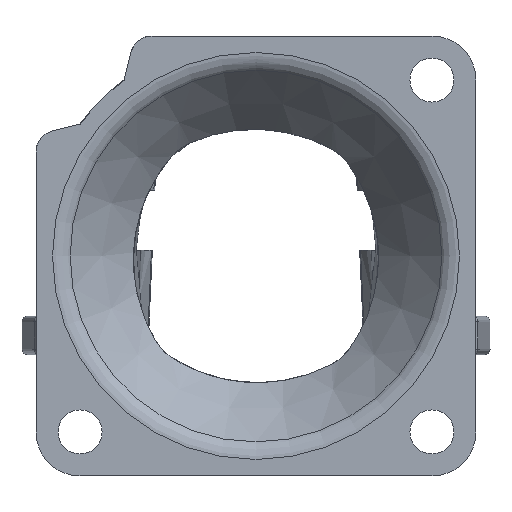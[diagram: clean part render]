
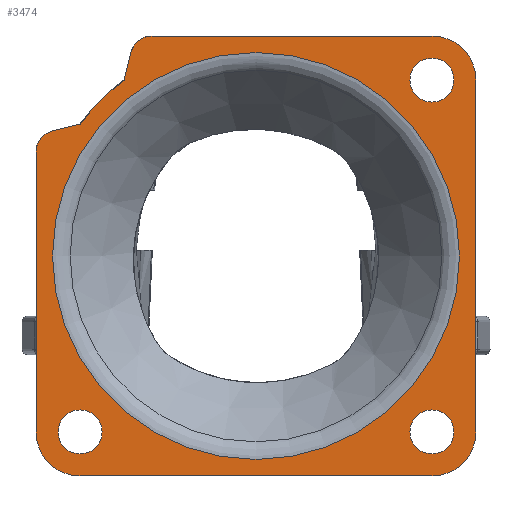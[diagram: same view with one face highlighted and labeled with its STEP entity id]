
A CAD part, front view. The second image highlights one B-rep face of the part: STEP entity #3474.
In plain terms, the highlighted planar face has unit normal (0, -1, 0).
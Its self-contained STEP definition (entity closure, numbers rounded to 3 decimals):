
#30=FACE_BOUND('',#523,.T.);
#31=FACE_BOUND('',#524,.T.);
#32=FACE_BOUND('',#525,.T.);
#33=FACE_BOUND('',#526,.T.);
#77=PLANE('',#3723);
#190=CIRCLE('',#3673,2.);
#207=CIRCLE('',#3719,2.);
#208=CIRCLE('',#3722,2.);
#209=CIRCLE('',#3724,20.);
#210=CIRCLE('',#3725,4.);
#211=CIRCLE('',#3726,4.);
#212=CIRCLE('',#3727,4.);
#213=CIRCLE('',#3728,2.);
#214=CIRCLE('',#3729,2.);
#215=CIRCLE('',#3730,18.5);
#318=FACE_OUTER_BOUND('',#522,.T.);
#522=EDGE_LOOP('',(#2534,#2535,#2536,#2537,#2538,#2539,#2540,#2541,#2542,
#2543,#2544,#2545));
#523=EDGE_LOOP('',(#2546));
#524=EDGE_LOOP('',(#2547));
#525=EDGE_LOOP('',(#2548));
#526=EDGE_LOOP('',(#2549));
#1007=LINE('',#6246,#1211);
#1010=LINE('',#6256,#1214);
#1011=LINE('',#6258,#1215);
#1012=LINE('',#6262,#1216);
#1013=LINE('',#6266,#1217);
#1014=LINE('',#6269,#1218);
#1211=VECTOR('',#4143,10.);
#1214=VECTOR('',#4154,10.);
#1215=VECTOR('',#4155,10.);
#1216=VECTOR('',#4158,10.);
#1217=VECTOR('',#4161,10.);
#1218=VECTOR('',#4164,10.);
#1400=VERTEX_POINT('',#5142);
#1473=VERTEX_POINT('',#6238);
#1474=VERTEX_POINT('',#6240);
#1475=VERTEX_POINT('',#6244);
#1476=VERTEX_POINT('',#6248);
#1477=VERTEX_POINT('',#6249);
#1478=VERTEX_POINT('',#6254);
#1479=VERTEX_POINT('',#6257);
#1480=VERTEX_POINT('',#6259);
#1481=VERTEX_POINT('',#6261);
#1482=VERTEX_POINT('',#6263);
#1483=VERTEX_POINT('',#6265);
#1484=VERTEX_POINT('',#6267);
#1485=VERTEX_POINT('',#6270);
#1486=VERTEX_POINT('',#6272);
#1487=VERTEX_POINT('',#6274);
#1777=EDGE_CURVE('',#1400,#1400,#190,.T.);
#1875=EDGE_CURVE('',#1473,#1474,#207,.T.);
#1878=EDGE_CURVE('',#1475,#1473,#1007,.T.);
#1879=EDGE_CURVE('',#1476,#1477,#208,.T.);
#1882=EDGE_CURVE('',#1475,#1478,#209,.T.);
#1883=EDGE_CURVE('',#1477,#1478,#1010,.T.);
#1884=EDGE_CURVE('',#1476,#1479,#1011,.T.);
#1885=EDGE_CURVE('',#1480,#1479,#210,.T.);
#1886=EDGE_CURVE('',#1480,#1481,#1012,.T.);
#1887=EDGE_CURVE('',#1482,#1481,#211,.T.);
#1888=EDGE_CURVE('',#1482,#1483,#1013,.T.);
#1889=EDGE_CURVE('',#1484,#1483,#212,.T.);
#1890=EDGE_CURVE('',#1484,#1474,#1014,.T.);
#1891=EDGE_CURVE('',#1485,#1485,#213,.T.);
#1892=EDGE_CURVE('',#1486,#1486,#214,.T.);
#1893=EDGE_CURVE('',#1487,#1487,#215,.T.);
#2534=ORIENTED_EDGE('',*,*,#1875,.F.);
#2535=ORIENTED_EDGE('',*,*,#1878,.F.);
#2536=ORIENTED_EDGE('',*,*,#1882,.T.);
#2537=ORIENTED_EDGE('',*,*,#1883,.F.);
#2538=ORIENTED_EDGE('',*,*,#1879,.F.);
#2539=ORIENTED_EDGE('',*,*,#1884,.T.);
#2540=ORIENTED_EDGE('',*,*,#1885,.F.);
#2541=ORIENTED_EDGE('',*,*,#1886,.T.);
#2542=ORIENTED_EDGE('',*,*,#1887,.F.);
#2543=ORIENTED_EDGE('',*,*,#1888,.T.);
#2544=ORIENTED_EDGE('',*,*,#1889,.F.);
#2545=ORIENTED_EDGE('',*,*,#1890,.T.);
#2546=ORIENTED_EDGE('',*,*,#1891,.T.);
#2547=ORIENTED_EDGE('',*,*,#1777,.T.);
#2548=ORIENTED_EDGE('',*,*,#1892,.T.);
#2549=ORIENTED_EDGE('',*,*,#1893,.F.);
#3474=ADVANCED_FACE('',(#318,#30,#31,#32,#33),#77,.F.);
#3673=AXIS2_PLACEMENT_3D('',#5143,#4012,#4013);
#3719=AXIS2_PLACEMENT_3D('',#6241,#4137,#4138);
#3722=AXIS2_PLACEMENT_3D('',#6250,#4146,#4147);
#3723=AXIS2_PLACEMENT_3D('',#6253,#4150,#4151);
#3724=AXIS2_PLACEMENT_3D('',#6255,#4152,#4153);
#3725=AXIS2_PLACEMENT_3D('',#6260,#4156,#4157);
#3726=AXIS2_PLACEMENT_3D('',#6264,#4159,#4160);
#3727=AXIS2_PLACEMENT_3D('',#6268,#4162,#4163);
#3728=AXIS2_PLACEMENT_3D('',#6271,#4165,#4166);
#3729=AXIS2_PLACEMENT_3D('',#6273,#4167,#4168);
#3730=AXIS2_PLACEMENT_3D('',#6275,#4169,#4170);
#4012=DIRECTION('center_axis',(0.,1.,0.));
#4013=DIRECTION('ref_axis',(-1.,0.,0.));
#4137=DIRECTION('center_axis',(0.,1.,0.));
#4138=DIRECTION('ref_axis',(-0.615,0.,0.788));
#4143=DIRECTION('',(0.243,0.,0.97));
#4146=DIRECTION('center_axis',(0.,1.,0.));
#4147=DIRECTION('ref_axis',(-0.788,0.,0.615));
#4150=DIRECTION('center_axis',(0.,1.,0.));
#4151=DIRECTION('ref_axis',(-1.,0.,0.));
#4152=DIRECTION('center_axis',(0.,-1.,0.));
#4153=DIRECTION('ref_axis',(1.,0.,0.));
#4154=DIRECTION('',(0.97,0.,0.243));
#4155=DIRECTION('',(0.,0.,-1.));
#4156=DIRECTION('center_axis',(0.,1.,0.));
#4157=DIRECTION('ref_axis',(-0.707,0.,-0.707));
#4158=DIRECTION('',(1.,0.,0.));
#4159=DIRECTION('center_axis',(0.,1.,0.));
#4160=DIRECTION('ref_axis',(0.707,0.,-0.707));
#4161=DIRECTION('',(0.,0.,1.));
#4162=DIRECTION('center_axis',(0.,1.,0.));
#4163=DIRECTION('ref_axis',(0.707,0.,0.707));
#4164=DIRECTION('',(-1.,0.,0.));
#4165=DIRECTION('center_axis',(0.,1.,0.));
#4166=DIRECTION('ref_axis',(-1.,0.,0.));
#4167=DIRECTION('center_axis',(0.,1.,0.));
#4168=DIRECTION('ref_axis',(-1.,0.,0.));
#4169=DIRECTION('center_axis',(0.,-1.,0.));
#4170=DIRECTION('ref_axis',(-1.,0.,0.));
#5142=CARTESIAN_POINT('',(-13.405,-36.289,-53.745));
#5143=CARTESIAN_POINT('Origin',(-15.405,-36.289,-53.745));
#6238=CARTESIAN_POINT('',(-10.784,-36.289,-19.26));
#6240=CARTESIAN_POINT('',(-8.844,-36.289,-17.745));
#6241=CARTESIAN_POINT('Origin',(-8.844,-36.289,-19.745));
#6244=CARTESIAN_POINT('',(-11.405,-36.289,-21.745));
#6246=CARTESIAN_POINT('',(-12.685,-36.289,-26.863));
#6248=CARTESIAN_POINT('',(-19.405,-36.289,-28.307));
#6249=CARTESIAN_POINT('',(-17.89,-36.289,-26.366));
#6250=CARTESIAN_POINT('Origin',(-17.405,-36.289,-28.307));
#6253=CARTESIAN_POINT('Origin',(0.595,-36.289,-37.745));
#6254=CARTESIAN_POINT('',(-15.405,-36.289,-25.745));
#6255=CARTESIAN_POINT('Origin',(0.595,-36.289,-37.745));
#6256=CARTESIAN_POINT('',(-10.288,-36.289,-24.466));
#6257=CARTESIAN_POINT('',(-19.405,-36.289,-53.745));
#6258=CARTESIAN_POINT('',(-19.405,-36.289,-31.495));
#6259=CARTESIAN_POINT('',(-15.405,-36.289,-57.745));
#6260=CARTESIAN_POINT('Origin',(-15.405,-36.289,-53.745));
#6261=CARTESIAN_POINT('',(16.595,-36.289,-57.745));
#6262=CARTESIAN_POINT('',(-5.655,-36.289,-57.745));
#6263=CARTESIAN_POINT('',(20.595,-36.289,-53.745));
#6264=CARTESIAN_POINT('Origin',(16.595,-36.289,-53.745));
#6265=CARTESIAN_POINT('',(20.595,-36.289,-21.745));
#6266=CARTESIAN_POINT('',(20.595,-36.289,-43.995));
#6267=CARTESIAN_POINT('',(16.595,-36.289,-17.745));
#6268=CARTESIAN_POINT('Origin',(16.595,-36.289,-21.745));
#6269=CARTESIAN_POINT('',(6.845,-36.289,-17.745));
#6270=CARTESIAN_POINT('',(18.595,-36.289,-21.745));
#6271=CARTESIAN_POINT('Origin',(16.595,-36.289,-21.745));
#6272=CARTESIAN_POINT('',(18.595,-36.289,-53.745));
#6273=CARTESIAN_POINT('Origin',(16.595,-36.289,-53.745));
#6274=CARTESIAN_POINT('',(0.595,-36.289,-19.245));
#6275=CARTESIAN_POINT('Origin',(0.595,-36.289,-37.745));
